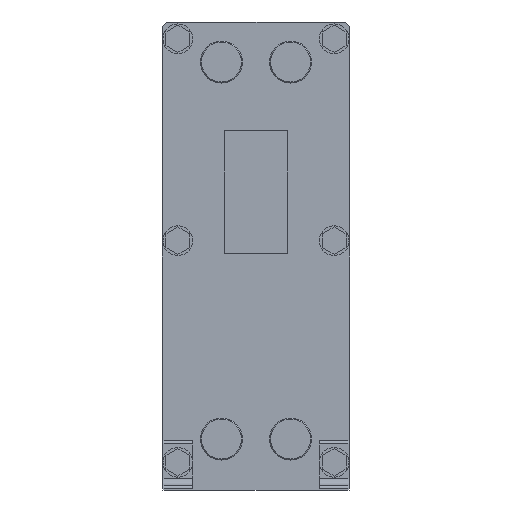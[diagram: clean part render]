
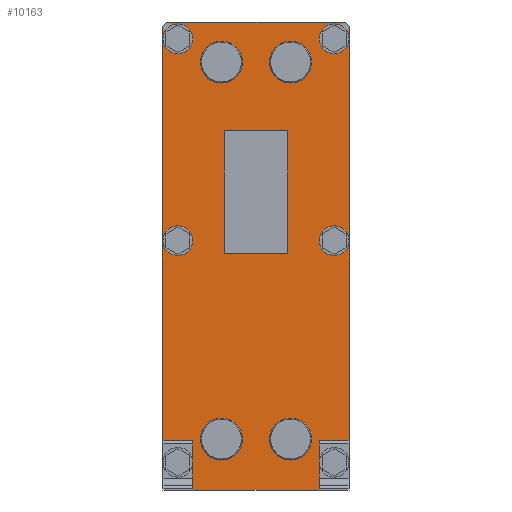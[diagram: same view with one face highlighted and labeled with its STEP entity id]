
A CAD part, front view. The second image highlights one B-rep face of the part: STEP entity #10163.
In plain terms, the highlighted planar face has unit normal (0, -1, 0).
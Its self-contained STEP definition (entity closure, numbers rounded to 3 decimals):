
#1159=FACE_BOUND('',#2348,.T.);
#1160=FACE_BOUND('',#2349,.T.);
#1161=FACE_BOUND('',#2350,.T.);
#1162=FACE_BOUND('',#2351,.T.);
#1163=FACE_BOUND('',#2352,.T.);
#1164=FACE_BOUND('',#2353,.T.);
#1165=FACE_BOUND('',#2354,.T.);
#1166=FACE_BOUND('',#2355,.T.);
#1167=FACE_BOUND('',#2356,.T.);
#1291=CIRCLE('',#10710,15.);
#1292=CIRCLE('',#10711,15.);
#1293=CIRCLE('',#10712,15.);
#1294=CIRCLE('',#10713,15.);
#1295=CIRCLE('',#10714,21.2);
#1296=CIRCLE('',#10715,21.2);
#1297=CIRCLE('',#10716,21.2);
#1298=CIRCLE('',#10717,21.2);
#1817=FACE_OUTER_BOUND('',#2347,.T.);
#2347=EDGE_LOOP('',(#7403,#7404,#7405,#7406,#7407,#7408,#7409,#7410,#7411,
#7412,#7413,#7414,#7415,#7416));
#2348=EDGE_LOOP('',(#7417,#7418,#7419,#7420));
#2349=EDGE_LOOP('',(#7421));
#2350=EDGE_LOOP('',(#7422));
#2351=EDGE_LOOP('',(#7423));
#2352=EDGE_LOOP('',(#7424));
#2353=EDGE_LOOP('',(#7425));
#2354=EDGE_LOOP('',(#7426));
#2355=EDGE_LOOP('',(#7427));
#2356=EDGE_LOOP('',(#7428));
#2994=LINE('',#15041,#4158);
#2998=LINE('',#15048,#4162);
#3000=LINE('',#15052,#4164);
#3002=LINE('',#15056,#4166);
#3004=LINE('',#15060,#4168);
#3006=LINE('',#15064,#4170);
#3009=LINE('',#15070,#4173);
#3010=LINE('',#15073,#4174);
#3011=LINE('',#15075,#4175);
#3012=LINE('',#15077,#4176);
#3013=LINE('',#15079,#4177);
#3014=LINE('',#15081,#4178);
#3015=LINE('',#15083,#4179);
#3016=LINE('',#15084,#4180);
#3017=LINE('',#15087,#4181);
#3018=LINE('',#15089,#4182);
#3019=LINE('',#15091,#4183);
#3020=LINE('',#15092,#4184);
#4158=VECTOR('',#11772,10.);
#4162=VECTOR('',#11778,10.);
#4164=VECTOR('',#11782,10.);
#4166=VECTOR('',#11786,10.);
#4168=VECTOR('',#11790,10.);
#4170=VECTOR('',#11794,10.);
#4173=VECTOR('',#11799,10.);
#4174=VECTOR('',#11802,10.);
#4175=VECTOR('',#11803,10.);
#4176=VECTOR('',#11804,10.);
#4177=VECTOR('',#11805,10.);
#4178=VECTOR('',#11806,10.);
#4179=VECTOR('',#11807,10.);
#4180=VECTOR('',#11808,10.);
#4181=VECTOR('',#11809,10.);
#4182=VECTOR('',#11810,10.);
#4183=VECTOR('',#11811,10.);
#4184=VECTOR('',#11812,10.);
#5329=VERTEX_POINT('',#15038);
#5330=VERTEX_POINT('',#15040);
#5332=VERTEX_POINT('',#15046);
#5333=VERTEX_POINT('',#15050);
#5334=VERTEX_POINT('',#15054);
#5335=VERTEX_POINT('',#15058);
#5336=VERTEX_POINT('',#15062);
#5338=VERTEX_POINT('',#15068);
#5339=VERTEX_POINT('',#15072);
#5340=VERTEX_POINT('',#15074);
#5341=VERTEX_POINT('',#15076);
#5342=VERTEX_POINT('',#15078);
#5343=VERTEX_POINT('',#15080);
#5344=VERTEX_POINT('',#15082);
#5345=VERTEX_POINT('',#15085);
#5346=VERTEX_POINT('',#15086);
#5347=VERTEX_POINT('',#15088);
#5348=VERTEX_POINT('',#15090);
#5349=VERTEX_POINT('',#15093);
#5350=VERTEX_POINT('',#15095);
#5351=VERTEX_POINT('',#15097);
#5352=VERTEX_POINT('',#15099);
#5353=VERTEX_POINT('',#15101);
#5354=VERTEX_POINT('',#15103);
#5355=VERTEX_POINT('',#15105);
#5356=VERTEX_POINT('',#15107);
#6164=EDGE_CURVE('',#5330,#5329,#2994,.T.);
#6168=EDGE_CURVE('',#5329,#5332,#2998,.T.);
#6170=EDGE_CURVE('',#5332,#5333,#3000,.T.);
#6172=EDGE_CURVE('',#5333,#5334,#3002,.T.);
#6174=EDGE_CURVE('',#5334,#5335,#3004,.T.);
#6176=EDGE_CURVE('',#5335,#5336,#3006,.T.);
#6179=EDGE_CURVE('',#5336,#5338,#3009,.T.);
#6180=EDGE_CURVE('',#5338,#5339,#3010,.T.);
#6181=EDGE_CURVE('',#5339,#5340,#3011,.T.);
#6182=EDGE_CURVE('',#5340,#5341,#3012,.T.);
#6183=EDGE_CURVE('',#5342,#5341,#3013,.T.);
#6184=EDGE_CURVE('',#5342,#5343,#3014,.T.);
#6185=EDGE_CURVE('',#5343,#5344,#3015,.T.);
#6186=EDGE_CURVE('',#5344,#5330,#3016,.T.);
#6187=EDGE_CURVE('',#5345,#5346,#3017,.T.);
#6188=EDGE_CURVE('',#5346,#5347,#3018,.T.);
#6189=EDGE_CURVE('',#5347,#5348,#3019,.T.);
#6190=EDGE_CURVE('',#5348,#5345,#3020,.T.);
#6191=EDGE_CURVE('',#5349,#5349,#1291,.T.);
#6192=EDGE_CURVE('',#5350,#5350,#1292,.T.);
#6193=EDGE_CURVE('',#5351,#5351,#1293,.T.);
#6194=EDGE_CURVE('',#5352,#5352,#1294,.T.);
#6195=EDGE_CURVE('',#5353,#5353,#1295,.T.);
#6196=EDGE_CURVE('',#5354,#5354,#1296,.T.);
#6197=EDGE_CURVE('',#5355,#5355,#1297,.T.);
#6198=EDGE_CURVE('',#5356,#5356,#1298,.T.);
#7403=ORIENTED_EDGE('',*,*,#6180,.T.);
#7404=ORIENTED_EDGE('',*,*,#6181,.T.);
#7405=ORIENTED_EDGE('',*,*,#6182,.T.);
#7406=ORIENTED_EDGE('',*,*,#6183,.F.);
#7407=ORIENTED_EDGE('',*,*,#6184,.T.);
#7408=ORIENTED_EDGE('',*,*,#6185,.T.);
#7409=ORIENTED_EDGE('',*,*,#6186,.T.);
#7410=ORIENTED_EDGE('',*,*,#6164,.T.);
#7411=ORIENTED_EDGE('',*,*,#6168,.T.);
#7412=ORIENTED_EDGE('',*,*,#6170,.T.);
#7413=ORIENTED_EDGE('',*,*,#6172,.T.);
#7414=ORIENTED_EDGE('',*,*,#6174,.T.);
#7415=ORIENTED_EDGE('',*,*,#6176,.T.);
#7416=ORIENTED_EDGE('',*,*,#6179,.T.);
#7417=ORIENTED_EDGE('',*,*,#6187,.T.);
#7418=ORIENTED_EDGE('',*,*,#6188,.T.);
#7419=ORIENTED_EDGE('',*,*,#6189,.T.);
#7420=ORIENTED_EDGE('',*,*,#6190,.T.);
#7421=ORIENTED_EDGE('',*,*,#6191,.T.);
#7422=ORIENTED_EDGE('',*,*,#6192,.T.);
#7423=ORIENTED_EDGE('',*,*,#6193,.T.);
#7424=ORIENTED_EDGE('',*,*,#6194,.T.);
#7425=ORIENTED_EDGE('',*,*,#6195,.T.);
#7426=ORIENTED_EDGE('',*,*,#6196,.T.);
#7427=ORIENTED_EDGE('',*,*,#6197,.T.);
#7428=ORIENTED_EDGE('',*,*,#6198,.T.);
#9785=PLANE('',#10709);
#10163=ADVANCED_FACE('',(#1817,#1159,#1160,#1161,#1162,#1163,#1164,#1165,
#1166,#1167),#9785,.T.);
#10709=AXIS2_PLACEMENT_3D('',#15071,#11800,#11801);
#10710=AXIS2_PLACEMENT_3D('',#15094,#11813,#11814);
#10711=AXIS2_PLACEMENT_3D('',#15096,#11815,#11816);
#10712=AXIS2_PLACEMENT_3D('',#15098,#11817,#11818);
#10713=AXIS2_PLACEMENT_3D('',#15100,#11819,#11820);
#10714=AXIS2_PLACEMENT_3D('',#15102,#11821,#11822);
#10715=AXIS2_PLACEMENT_3D('',#15104,#11823,#11824);
#10716=AXIS2_PLACEMENT_3D('',#15106,#11825,#11826);
#10717=AXIS2_PLACEMENT_3D('',#15108,#11827,#11828);
#11772=DIRECTION('',(0.707,0.,0.707));
#11778=DIRECTION('',(0.,0.,1.));
#11782=DIRECTION('',(-0.707,0.,0.707));
#11786=DIRECTION('',(-1.,0.,0.));
#11790=DIRECTION('',(-0.707,0.,-0.707));
#11794=DIRECTION('',(0.,0.,-1.));
#11799=DIRECTION('',(0.707,0.,-0.707));
#11800=DIRECTION('center_axis',(0.,-1.,0.));
#11801=DIRECTION('ref_axis',(1.,0.,0.));
#11802=DIRECTION('',(0.,0.,1.));
#11803=DIRECTION('',(1.,0.,0.));
#11804=DIRECTION('',(0.,0.,-1.));
#11805=DIRECTION('',(-1.,0.,0.));
#11806=DIRECTION('',(0.,0.,1.));
#11807=DIRECTION('',(1.,0.,0.));
#11808=DIRECTION('',(0.,0.,-1.));
#11809=DIRECTION('',(0.,0.,1.));
#11810=DIRECTION('',(1.,0.,0.));
#11811=DIRECTION('',(0.,0.,-1.));
#11812=DIRECTION('',(-1.,0.,0.));
#11813=DIRECTION('center_axis',(0.,1.,0.));
#11814=DIRECTION('ref_axis',(-1.,0.,0.));
#11815=DIRECTION('center_axis',(0.,1.,0.));
#11816=DIRECTION('ref_axis',(-1.,0.,0.));
#11817=DIRECTION('center_axis',(0.,1.,0.));
#11818=DIRECTION('ref_axis',(-1.,0.,0.));
#11819=DIRECTION('center_axis',(0.,1.,0.));
#11820=DIRECTION('ref_axis',(-1.,0.,0.));
#11821=DIRECTION('center_axis',(0.,1.,0.));
#11822=DIRECTION('ref_axis',(-1.,0.,0.));
#11823=DIRECTION('center_axis',(0.,1.,0.));
#11824=DIRECTION('ref_axis',(-1.,0.,0.));
#11825=DIRECTION('center_axis',(0.,1.,0.));
#11826=DIRECTION('ref_axis',(-1.,0.,0.));
#11827=DIRECTION('center_axis',(0.,1.,0.));
#11828=DIRECTION('ref_axis',(-1.,0.,0.));
#15038=CARTESIAN_POINT('',(95.,-25.,5.));
#15040=CARTESIAN_POINT('',(94.,-25.,4.));
#15041=CARTESIAN_POINT('',(95.,-25.,5.));
#15046=CARTESIAN_POINT('',(95.,-25.,468.));
#15048=CARTESIAN_POINT('',(95.,-25.,468.));
#15050=CARTESIAN_POINT('',(90.,-25.,473.));
#15052=CARTESIAN_POINT('',(90.,-25.,473.));
#15054=CARTESIAN_POINT('',(-90.,-25.,473.));
#15056=CARTESIAN_POINT('',(-90.,-25.,473.));
#15058=CARTESIAN_POINT('',(-95.,-25.,468.));
#15060=CARTESIAN_POINT('',(-95.,-25.,468.));
#15062=CARTESIAN_POINT('',(-95.,-25.,5.));
#15064=CARTESIAN_POINT('',(-95.,-25.,5.));
#15068=CARTESIAN_POINT('',(-94.,-25.,4.));
#15070=CARTESIAN_POINT('',(-90.,-25.,0.));
#15071=CARTESIAN_POINT('Origin',(0.,-25.,236.5));
#15072=CARTESIAN_POINT('',(-94.,-25.,50.));
#15073=CARTESIAN_POINT('',(-94.,-25.,125.641));
#15074=CARTESIAN_POINT('',(-64.,-25.,50.));
#15075=CARTESIAN_POINT('',(0.,-25.,50.));
#15076=CARTESIAN_POINT('',(-64.,-25.,0.));
#15077=CARTESIAN_POINT('',(-64.,-25.,50.));
#15078=CARTESIAN_POINT('',(64.,-25.,0.));
#15079=CARTESIAN_POINT('',(-45.,-25.,0.));
#15080=CARTESIAN_POINT('',(64.,-25.,50.));
#15081=CARTESIAN_POINT('',(64.,-25.,50.));
#15082=CARTESIAN_POINT('',(94.,-25.,50.));
#15083=CARTESIAN_POINT('',(0.,-25.,50.));
#15084=CARTESIAN_POINT('',(94.,-25.,125.641));
#15085=CARTESIAN_POINT('',(-32.25,-25.,239.2));
#15086=CARTESIAN_POINT('',(-32.25,-25.,363.));
#15087=CARTESIAN_POINT('',(-32.25,-25.,237.85));
#15088=CARTESIAN_POINT('',(32.25,-25.,363.));
#15089=CARTESIAN_POINT('',(-16.125,-25.,363.));
#15090=CARTESIAN_POINT('',(32.25,-25.,239.2));
#15091=CARTESIAN_POINT('',(32.25,-25.,299.75));
#15092=CARTESIAN_POINT('',(16.125,-25.,239.2));
#15093=CARTESIAN_POINT('',(-64.,-25.,252.));
#15094=CARTESIAN_POINT('Origin',(-79.,-25.,252.));
#15095=CARTESIAN_POINT('',(-64.,-25.,456.));
#15096=CARTESIAN_POINT('Origin',(-79.,-25.,456.));
#15097=CARTESIAN_POINT('',(94.,-25.,456.));
#15098=CARTESIAN_POINT('Origin',(79.,-25.,456.));
#15099=CARTESIAN_POINT('',(94.,-25.,252.));
#15100=CARTESIAN_POINT('Origin',(79.,-25.,252.));
#15101=CARTESIAN_POINT('',(-13.8,-25.,51.5));
#15102=CARTESIAN_POINT('Origin',(-35.,-25.,51.5));
#15103=CARTESIAN_POINT('',(-13.8,-25.,432.5));
#15104=CARTESIAN_POINT('Origin',(-35.,-25.,432.5));
#15105=CARTESIAN_POINT('',(56.2,-25.,432.5));
#15106=CARTESIAN_POINT('Origin',(35.,-25.,432.5));
#15107=CARTESIAN_POINT('',(56.2,-25.,51.5));
#15108=CARTESIAN_POINT('Origin',(35.,-25.,51.5));
